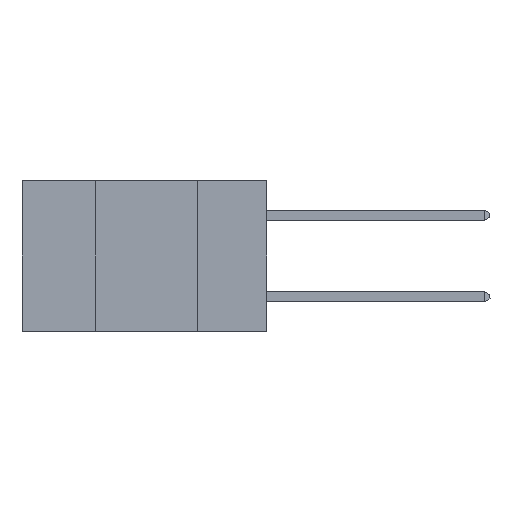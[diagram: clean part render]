
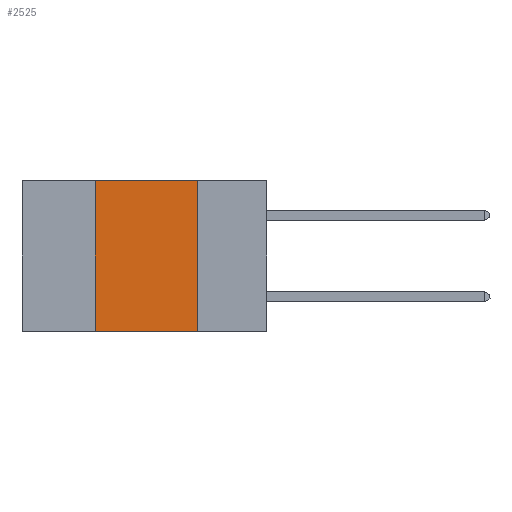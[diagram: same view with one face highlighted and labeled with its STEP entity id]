
A CAD part, left-side view. The second image highlights one B-rep face of the part: STEP entity #2525.
In plain terms, the highlighted planar face has unit normal (-1, 0, 0).
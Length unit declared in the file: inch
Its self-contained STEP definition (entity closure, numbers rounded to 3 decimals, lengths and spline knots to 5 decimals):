
#353 = CARTESIAN_POINT ( 'NONE',  ( 0., 0.42, 0. ) ) ;
#405 = VECTOR ( 'NONE', #15896, 39.37008 ) ;
#788 = DIRECTION ( 'NONE',  ( 0., -1., 0. ) ) ;
#1450 = ORIENTED_EDGE ( 'NONE', *, *, #7881, .F. ) ;
#2525 = ADVANCED_FACE ( 'NONE', ( #14316 ), #15789, .F. ) ;
#2753 = LINE ( 'NONE', #15794, #9921 ) ;
#3021 = CARTESIAN_POINT ( 'NONE',  ( 0., 0.42, -0.37 ) ) ;
#3201 = DIRECTION ( 'NONE',  ( 0., -1., 0. ) ) ;
#3813 = DIRECTION ( 'NONE',  ( 0., 0., 1. ) ) ;
#3902 = EDGE_CURVE ( 'NONE', #9086, #11560, #2753, .T. ) ;
#4068 = EDGE_CURVE ( 'NONE', #11757, #11855, #17000, .T. ) ;
#6482 = CARTESIAN_POINT ( 'NONE',  ( 0., 0.6, -0.37 ) ) ;
#6663 = CARTESIAN_POINT ( 'NONE',  ( 0., 0.42, 0. ) ) ;
#7881 = EDGE_CURVE ( 'NONE', #11560, #11855, #7976, .T. ) ;
#7976 = LINE ( 'NONE', #14556, #405 ) ;
#9026 = ORIENTED_EDGE ( 'NONE', *, *, #3902, .F. ) ;
#9086 = VERTEX_POINT ( 'NONE', #353 ) ;
#9095 = VECTOR ( 'NONE', #3813, 39.37008 ) ;
#9554 = LINE ( 'NONE', #6663, #9095 ) ;
#9921 = VECTOR ( 'NONE', #3201, 39.37008 ) ;
#11243 = CARTESIAN_POINT ( 'NONE',  ( 0., 0.17, 0. ) ) ;
#11560 = VERTEX_POINT ( 'NONE', #11243 ) ;
#11757 = VERTEX_POINT ( 'NONE', #3021 ) ;
#11763 = CARTESIAN_POINT ( 'NONE',  ( 0., 0.17, -0.37 ) ) ;
#11855 = VERTEX_POINT ( 'NONE', #11763 ) ;
#13220 = ORIENTED_EDGE ( 'NONE', *, *, #16278, .F. ) ;
#13385 = VECTOR ( 'NONE', #788, 39.37008 ) ;
#14316 = FACE_OUTER_BOUND ( 'NONE', #15093, .T. ) ;
#14556 = CARTESIAN_POINT ( 'NONE',  ( 0., 0.17, 0. ) ) ;
#14956 = DIRECTION ( 'NONE',  ( 0., 0., -1. ) ) ;
#15093 = EDGE_LOOP ( 'NONE', ( #1450, #9026, #13220, #17250 ) ) ;
#15131 = DIRECTION ( 'NONE',  ( 1., 0., 0. ) ) ;
#15303 = CARTESIAN_POINT ( 'NONE',  ( 0., 0.6, 0. ) ) ;
#15789 = PLANE ( 'NONE',  #16647 ) ;
#15794 = CARTESIAN_POINT ( 'NONE',  ( 0., 0.6, 0. ) ) ;
#15896 = DIRECTION ( 'NONE',  ( 0., 0., -1. ) ) ;
#16278 = EDGE_CURVE ( 'NONE', #11757, #9086, #9554, .T. ) ;
#16647 = AXIS2_PLACEMENT_3D ( 'NONE', #15303, #15131, #14956 ) ;
#17000 = LINE ( 'NONE', #6482, #13385 ) ;
#17250 = ORIENTED_EDGE ( 'NONE', *, *, #4068, .T. ) ;
